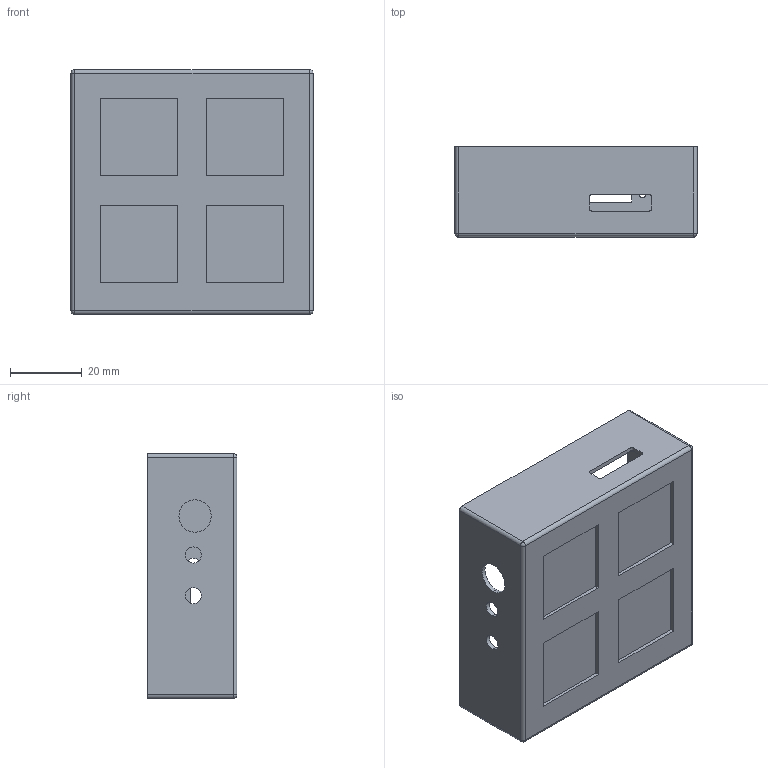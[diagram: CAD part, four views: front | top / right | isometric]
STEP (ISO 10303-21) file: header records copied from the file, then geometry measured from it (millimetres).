
FILE_DESCRIPTION (( 'STEP AP203' ), '1' );
FILE_NAME ('PCB chassis.STEP', '2024-07-18T12:58:15', ( '' ), ( '' ), 'SwSTEP 2.0', 'SolidWorks 2024', '' );
FILE_SCHEMA (( 'CONFIG_CONTROL_DESIGN' ));
Length unit declared in the file: millimetre
Products named in the file (1): PCB chassis
Bounding box: 67.4 x 25 x 68.2 mm (x, y, z)
Volume: 15196.1 mm3; surface area: 21789.9 mm2
Topology: 1 solids, 1 shells, 119 faces, 292 edges, 188 vertices
Faces by surface type: cylinder 60, plane 55, sphere 4
Entity records: 3627 total; most frequent: DIRECTION 648, CARTESIAN_POINT 596, ORIENTED_EDGE 576, EDGE_CURVE 288, AXIS2_PLACEMENT_3D 240, VERTEX_POINT 188, LINE 168, VECTOR 168
